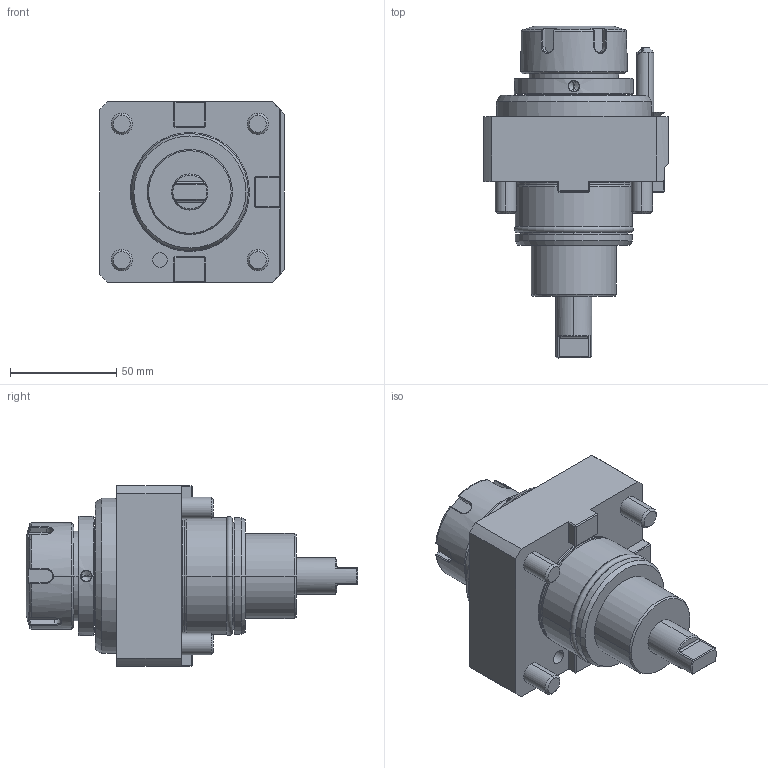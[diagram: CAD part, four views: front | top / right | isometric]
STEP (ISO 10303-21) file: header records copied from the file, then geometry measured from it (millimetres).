
FILE_DESCRIPTION((''),'2;1');
FILE_NAME('NGT2_55_101_32_1_EM1','2023-09-25T',('vali'),('NOVA GRUP'),'PRO/ENGINEER BY PARAMETRIC TECHNOLOGY CORPORATION, 2010280','PRO/ENGINEER BY PARAMETRIC TECHNOLOGY CORPORATION, 2010280','');
FILE_SCHEMA(('CONFIG_CONTROL_DESIGN'));
Length unit declared in the file: millimetre
Products named in the file (1): NGT2_55_101_32_1_EM1
Bounding box: 87 x 156.1 x 85 mm (x, y, z)
Volume: 438438.9 mm3; surface area: 52079.7 mm2
Topology: 2 solids, 2 shells, 306 faces, 758 edges, 468 vertices
Faces by surface type: plane 140, cylinder 69, cone 49, bspline 28, torus 18, sphere 2
Entity records: 12405 total; most frequent: CARTESIAN_POINT 5404, ORIENTED_EDGE 1500, DIRECTION 1347, EDGE_CURVE 750, AXIS2_PLACEMENT_3D 477, VERTEX_POINT 468, VECTOR 393, LINE 393
